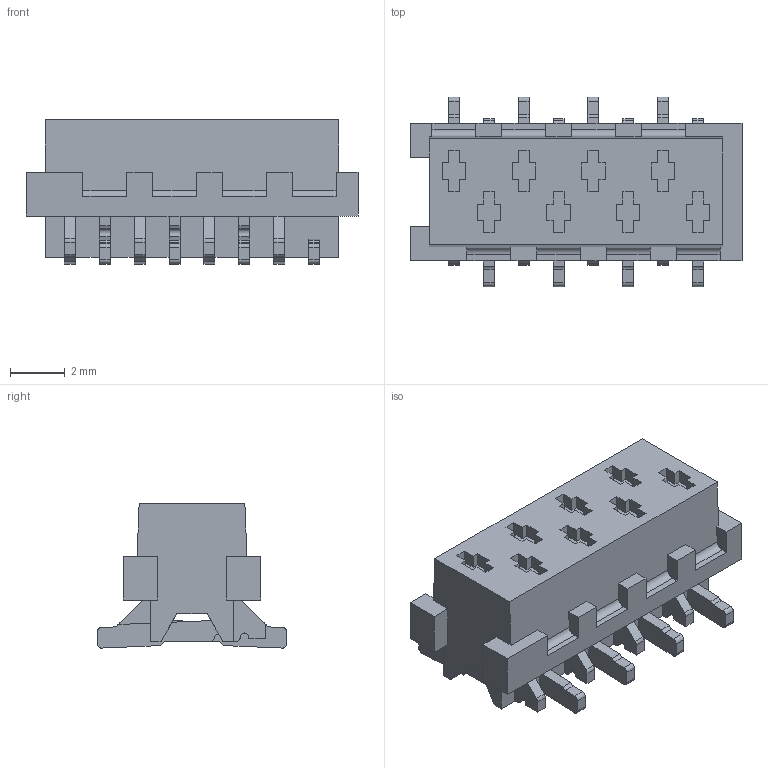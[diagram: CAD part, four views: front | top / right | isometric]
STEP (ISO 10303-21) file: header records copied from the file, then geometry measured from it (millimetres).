
FILE_DESCRIPTION((''),'2;1');
FILE_NAME('MICROMATCH_SMD_8_PRT','2009-06-06T',('dburnier'),(''),'PRO/ENGINEER BY PARAMETRIC TECHNOLOGY CORPORATION, 2008410','PRO/ENGINEER BY PARAMETRIC TECHNOLOGY CORPORATION, 2008410','');
FILE_SCHEMA(('AUTOMOTIVE_DESIGN_CC2 { 1 2 10303 214 -1 1 5 2 }'));
Length unit declared in the file: millimetre
Products named in the file (1): MICROMATCH_SMD_8_PRT
Bounding box: 12.09 x 6.9 x 5.25 mm (x, y, z)
Volume: 206 mm3; surface area: 405.7 mm2
Topology: 1 solids, 1 shells, 448 faces, 1356 edges, 892 vertices
Faces by surface type: plane 362, cylinder 86
Entity records: 21461 total; most frequent: ORIENTED_EDGE 2712, CARTESIAN_POINT 2696, DIRECTION 2460, PRESENTATION_STYLE_ASSIGNMENT 1546, STYLED_ITEM 1357, CURVE_STYLE 1356, EDGE_CURVE 1356, VECTOR 1148
